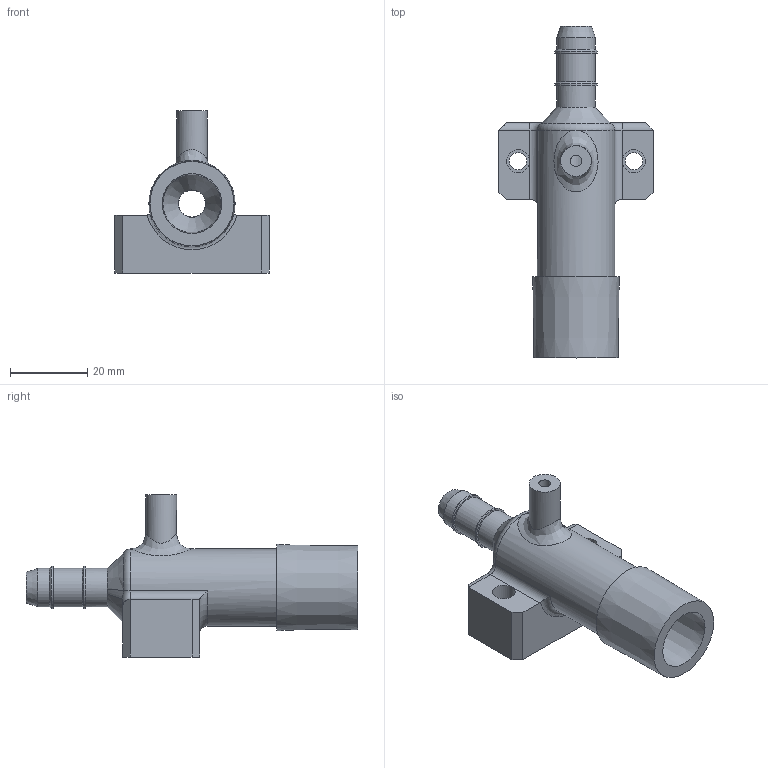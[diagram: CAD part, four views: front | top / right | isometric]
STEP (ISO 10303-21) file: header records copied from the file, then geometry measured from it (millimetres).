
FILE_DESCRIPTION(/* description */ (''),/* implementation_level */ '2;1');
FILE_NAME(/* name */ 'connecteur_exterireur_avec_pression.step',/* time_stamp */ '2020-04-07T11:28:57+02:00',/* author */ (''),/* organization */ (''),/* preprocessor_version */ 'ST-DEVELOPER v18',/* originating_system */ 'Autodesk Translation Framework v8.12.0.6',/* authorisation */ '');
FILE_SCHEMA (('AUTOMOTIVE_DESIGN { 1 0 10303 214 3 1 1 }'));
Length unit declared in the file: millimetre
Products named in the file (1): connecteur_exterireur_avec_pression_rework
Bounding box: 40 x 86 x 42 mm (x, y, z)
Volume: 24931.1 mm3; surface area: 11096.5 mm2
Topology: 1 solids, 1 shells, 54 faces, 128 edges, 82 vertices
Faces by surface type: plane 20, cylinder 18, cone 8, bspline 4, torus 4
Full cylindrical faces by diameter (mm): 3 x1, 4.5 x2, 6 x2, 7 x1, 8 x1, 10 x3, 11 x2, 15.083 x1, 20 x1
Entity records: 1875 total; most frequent: CARTESIAN_POINT 563, DIRECTION 273, ORIENTED_EDGE 256, EDGE_CURVE 128, AXIS2_PLACEMENT_3D 109, VERTEX_POINT 82, EDGE_LOOP 68, CIRCLE 56
